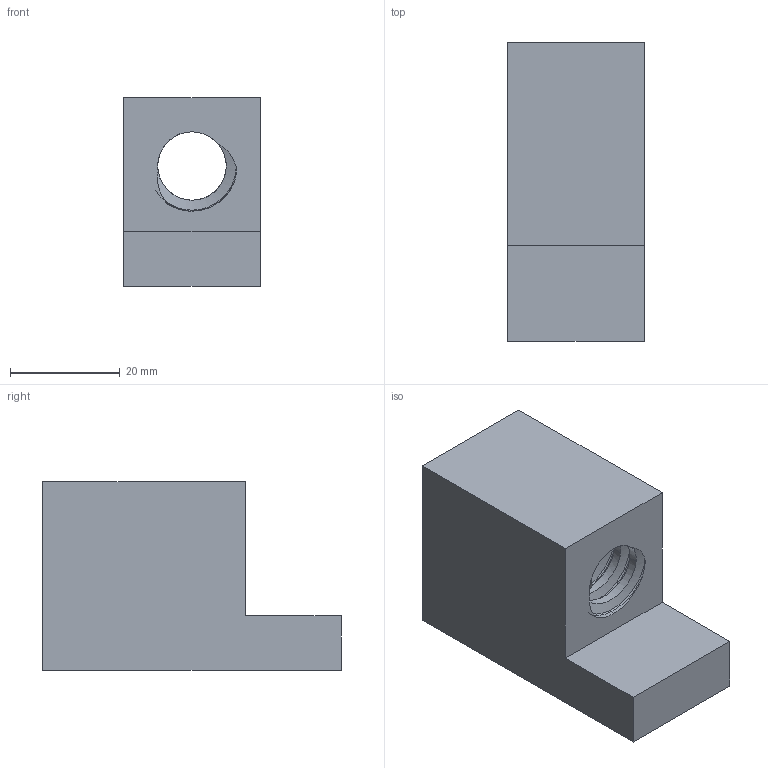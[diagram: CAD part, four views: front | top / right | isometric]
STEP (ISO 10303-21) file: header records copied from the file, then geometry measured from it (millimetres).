
FILE_DESCRIPTION(('Creo Elements/Direct Modeling STEP Export'),'2;1');
FILE_NAME('écrou étaux.stp','2022-05-06T13:46:35',(''),(''),'Creo Elements/Direct Modeling STEP processor for AP214 (Solid Model)','Creo Elements/Direct Modeling 20.1B 02-Apr-2019 (C) Parametric Technology GmbH','');
FILE_SCHEMA(('AUTOMOTIVE_DESIGN { 1 0 10303 214 1 1 1 1 }'));
Length unit declared in the file: millimetre
Products named in the file (1): écrou étaux
Bounding box: 25 x 54.5 x 34.5 mm (x, y, z)
Volume: 29724.2 mm3; surface area: 10147.7 mm2
Topology: 1 solids, 1 shells, 65 faces, 190 edges, 126 vertices
Faces by surface type: cylinder 44, bspline 11, plane 8, cone 2
Entity records: 17432 total; most frequent: CARTESIAN_POINT 16135, ORIENTED_EDGE 380, EDGE_CURVE 190, VERTEX_POINT 126, DIRECTION 89, B_SPLINE_CURVE_WITH_KNOTS 75, SURFACE_CURVE 75, EDGE_LOOP 68
